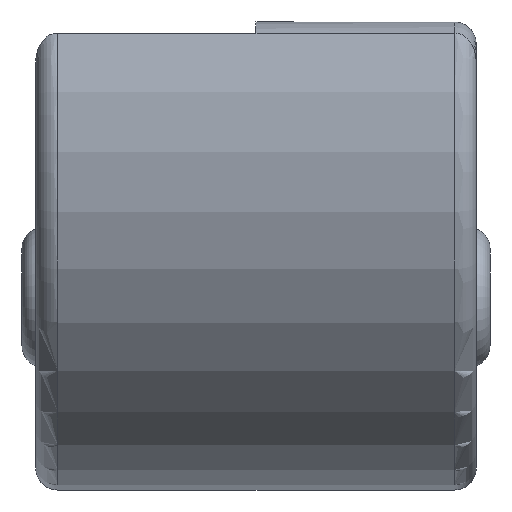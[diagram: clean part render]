
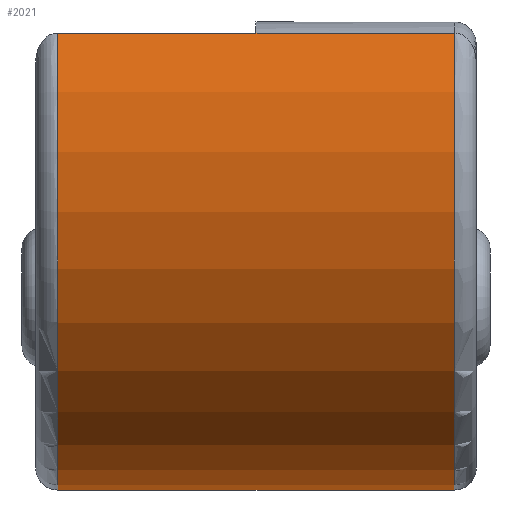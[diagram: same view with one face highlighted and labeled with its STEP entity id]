
A CAD part, left-side view. The second image highlights one B-rep face of the part: STEP entity #2021.
In plain terms, the highlighted cylindrical face has radius 8.255 mm (diameter 16.51 mm), a partial arc.
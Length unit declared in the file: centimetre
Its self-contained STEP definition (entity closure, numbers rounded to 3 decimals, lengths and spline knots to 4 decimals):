
#69 = AXIS2_PLACEMENT_3D ( 'NONE', #1258, #3403, #1572 ) ;
#97 = DIRECTION ( 'NONE',  ( 0., 0., -1. ) ) ;
#188 = CARTESIAN_POINT ( 'NONE',  ( 0., -0.4572, -0.8255 ) ) ;
#192 = VERTEX_POINT ( 'NONE', #2490 ) ;
#202 = EDGE_CURVE ( 'NONE', #316, #399, #3783, .T. ) ;
#296 = DIRECTION ( 'NONE',  ( 0., 1., 0. ) ) ;
#316 = VERTEX_POINT ( 'NONE', #990 ) ;
#399 = VERTEX_POINT ( 'NONE', #1741 ) ;
#408 = EDGE_CURVE ( 'NONE', #2737, #2924, #3621, .T. ) ;
#604 = CYLINDRICAL_SURFACE ( 'NONE', #2226, 0.8255 ) ;
#764 = CARTESIAN_POINT ( 'NONE',  ( -0.7932, 0.4572, 0.2286 ) ) ;
#785 = EDGE_LOOP ( 'NONE', ( #3553, #3415, #2370, #1973, #939, #1712 ) ) ;
#787 = DIRECTION ( 'NONE',  ( 0., -1., 0. ) ) ;
#864 = AXIS2_PLACEMENT_3D ( 'NONE', #3752, #1917, #97 ) ;
#939 = ORIENTED_EDGE ( 'NONE', *, *, #3682, .F. ) ;
#990 = CARTESIAN_POINT ( 'NONE',  ( 0.3175, 0.4572, -0.762 ) ) ;
#1256 = DIRECTION ( 'NONE',  ( 0., -1., 0. ) ) ;
#1258 = CARTESIAN_POINT ( 'NONE',  ( 0., 0.4572, 0. ) ) ;
#1572 = DIRECTION ( 'NONE',  ( 0., 0., -1. ) ) ;
#1623 = EDGE_CURVE ( 'NONE', #3280, #192, #1729, .T. ) ;
#1712 = ORIENTED_EDGE ( 'NONE', *, *, #202, .F. ) ;
#1729 = LINE ( 'NONE', #2911, #3361 ) ;
#1741 = CARTESIAN_POINT ( 'NONE',  ( 0., 0.4572, -0.8255 ) ) ;
#1794 = CARTESIAN_POINT ( 'NONE',  ( 0., -0.4572, 0. ) ) ;
#1917 = DIRECTION ( 'NONE',  ( 0., 1., 0. ) ) ;
#1973 = ORIENTED_EDGE ( 'NONE', *, *, #1623, .F. ) ;
#2021 = ADVANCED_FACE ( 'NONE', ( #3321 ), #604, .T. ) ;
#2039 = VECTOR ( 'NONE', #296, 100. ) ;
#2100 = DIRECTION ( 'NONE',  ( 0., 0., -1. ) ) ;
#2226 = AXIS2_PLACEMENT_3D ( 'NONE', #3094, #1256, #2787 ) ;
#2273 = DIRECTION ( 'NONE',  ( 0., -1., 0. ) ) ;
#2370 = ORIENTED_EDGE ( 'NONE', *, *, #3354, .F. ) ;
#2490 = CARTESIAN_POINT ( 'NONE',  ( -0.7932, -0.4572, 0.2286 ) ) ;
#2607 = CARTESIAN_POINT ( 'NONE',  ( 0., -0.4572, 0. ) ) ;
#2737 = VERTEX_POINT ( 'NONE', #188 ) ;
#2787 = DIRECTION ( 'NONE',  ( 0., 0., 1. ) ) ;
#2909 = DIRECTION ( 'NONE',  ( 0., 0., -1. ) ) ;
#2911 = CARTESIAN_POINT ( 'NONE',  ( -0.7932, 0.508, 0.2286 ) ) ;
#2924 = VERTEX_POINT ( 'NONE', #3725 ) ;
#2951 = LINE ( 'NONE', #3344, #2039 ) ;
#3094 = CARTESIAN_POINT ( 'NONE',  ( 0., 0.508, 0. ) ) ;
#3097 = CIRCLE ( 'NONE', #3766, 0.8255 ) ;
#3176 = CIRCLE ( 'NONE', #69, 0.8255 ) ;
#3280 = VERTEX_POINT ( 'NONE', #764 ) ;
#3321 = FACE_OUTER_BOUND ( 'NONE', #785, .T. ) ;
#3344 = CARTESIAN_POINT ( 'NONE',  ( 0.3175, 0.508, -0.762 ) ) ;
#3354 = EDGE_CURVE ( 'NONE', #192, #2737, #3097, .T. ) ;
#3361 = VECTOR ( 'NONE', #2273, 100. ) ;
#3403 = DIRECTION ( 'NONE',  ( 0., 1., 0. ) ) ;
#3415 = ORIENTED_EDGE ( 'NONE', *, *, #408, .F. ) ;
#3536 = EDGE_CURVE ( 'NONE', #2924, #316, #2951, .T. ) ;
#3542 = AXIS2_PLACEMENT_3D ( 'NONE', #1794, #3932, #2100 ) ;
#3553 = ORIENTED_EDGE ( 'NONE', *, *, #3536, .F. ) ;
#3621 = CIRCLE ( 'NONE', #3542, 0.8255 ) ;
#3682 = EDGE_CURVE ( 'NONE', #399, #3280, #3176, .T. ) ;
#3725 = CARTESIAN_POINT ( 'NONE',  ( 0.3175, -0.4572, -0.762 ) ) ;
#3752 = CARTESIAN_POINT ( 'NONE',  ( 0., 0.4572, 0. ) ) ;
#3766 = AXIS2_PLACEMENT_3D ( 'NONE', #2607, #787, #2909 ) ;
#3783 = CIRCLE ( 'NONE', #864, 0.8255 ) ;
#3932 = DIRECTION ( 'NONE',  ( 0., -1., 0. ) ) ;
